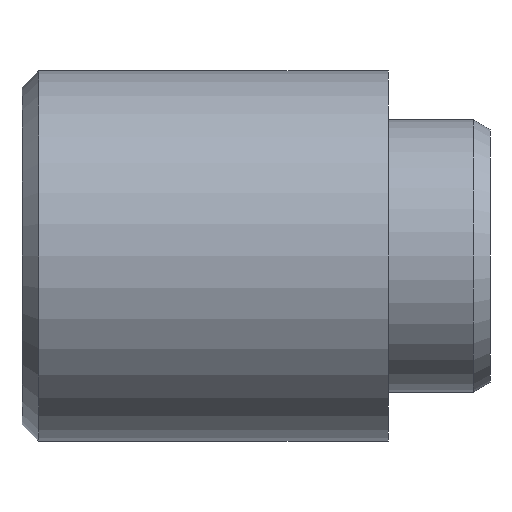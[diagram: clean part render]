
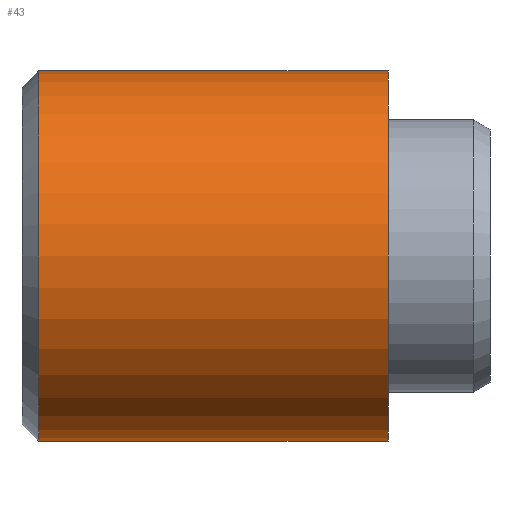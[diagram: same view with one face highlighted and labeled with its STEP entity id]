
A CAD part, left-side view. The second image highlights one B-rep face of the part: STEP entity #43.
In plain terms, the highlighted cylindrical face has radius 2.78 mm (diameter 5.56 mm), a partial arc.
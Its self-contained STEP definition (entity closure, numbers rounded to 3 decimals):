
#7 = VERTEX_POINT ( 'NONE', #315 ) ;
#43 = ADVANCED_FACE ( 'NONE', ( #358 ), #158, .T. ) ;
#47 = CARTESIAN_POINT ( 'NONE',  ( 0., 36.602, -2.78 ) ) ;
#59 = CARTESIAN_POINT ( 'NONE',  ( 0., 5.25, -2.78 ) ) ;
#63 = LINE ( 'NONE', #217, #209 ) ;
#75 = AXIS2_PLACEMENT_3D ( 'NONE', #94, #410, #241 ) ;
#77 = AXIS2_PLACEMENT_3D ( 'NONE', #86, #292, #201 ) ;
#86 = CARTESIAN_POINT ( 'NONE',  ( 0., 5.25, 0. ) ) ;
#94 = CARTESIAN_POINT ( 'NONE',  ( 0., 0., 0. ) ) ;
#98 = ORIENTED_EDGE ( 'NONE', *, *, #125, .T. ) ;
#125 = EDGE_CURVE ( 'NONE', #7, #263, #242, .T. ) ;
#127 = EDGE_CURVE ( 'NONE', #7, #366, #376, .T. ) ;
#130 = CARTESIAN_POINT ( 'NONE',  ( 0., 0., 2.78 ) ) ;
#158 = CYLINDRICAL_SURFACE ( 'NONE', #185, 2.78 ) ;
#185 = AXIS2_PLACEMENT_3D ( 'NONE', #478, #439, #475 ) ;
#191 = EDGE_CURVE ( 'NONE', #211, #366, #330, .T. ) ;
#201 = DIRECTION ( 'NONE',  ( 0., 0., -1. ) ) ;
#209 = VECTOR ( 'NONE', #224, 1000. ) ;
#211 = VERTEX_POINT ( 'NONE', #246 ) ;
#217 = CARTESIAN_POINT ( 'NONE',  ( 0., 36.602, 2.78 ) ) ;
#224 = DIRECTION ( 'NONE',  ( 0., 1., 0. ) ) ;
#241 = DIRECTION ( 'NONE',  ( 0., 0., 1. ) ) ;
#242 = CIRCLE ( 'NONE', #75, 2.78 ) ;
#246 = CARTESIAN_POINT ( 'NONE',  ( 0., 5.25, 2.78 ) ) ;
#263 = VERTEX_POINT ( 'NONE', #130 ) ;
#285 = VECTOR ( 'NONE', #288, 1000. ) ;
#288 = DIRECTION ( 'NONE',  ( 0., 1., 0. ) ) ;
#292 = DIRECTION ( 'NONE',  ( 0., -1., 0. ) ) ;
#300 = ORIENTED_EDGE ( 'NONE', *, *, #127, .F. ) ;
#315 = CARTESIAN_POINT ( 'NONE',  ( 0., 0., -2.78 ) ) ;
#330 = CIRCLE ( 'NONE', #77, 2.78 ) ;
#341 = ORIENTED_EDGE ( 'NONE', *, *, #191, .T. ) ;
#358 = FACE_OUTER_BOUND ( 'NONE', #386, .T. ) ;
#366 = VERTEX_POINT ( 'NONE', #59 ) ;
#376 = LINE ( 'NONE', #47, #285 ) ;
#386 = EDGE_LOOP ( 'NONE', ( #300, #98, #511, #341 ) ) ;
#402 = EDGE_CURVE ( 'NONE', #263, #211, #63, .T. ) ;
#410 = DIRECTION ( 'NONE',  ( 0., 1., 0. ) ) ;
#439 = DIRECTION ( 'NONE',  ( 0., 1., 0. ) ) ;
#475 = DIRECTION ( 'NONE',  ( 0., 0., 1. ) ) ;
#478 = CARTESIAN_POINT ( 'NONE',  ( 0., 36.602, 0. ) ) ;
#511 = ORIENTED_EDGE ( 'NONE', *, *, #402, .T. ) ;
